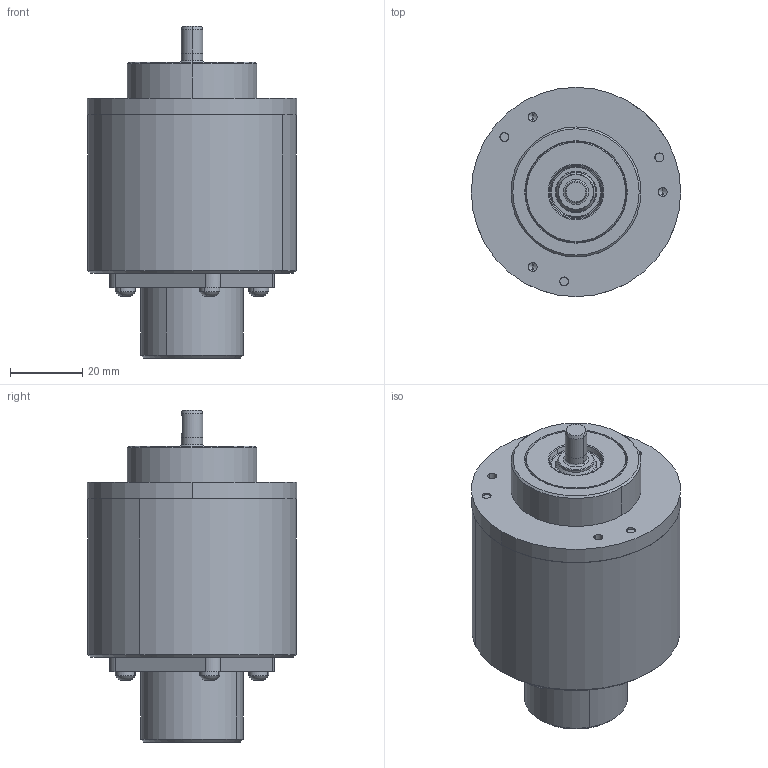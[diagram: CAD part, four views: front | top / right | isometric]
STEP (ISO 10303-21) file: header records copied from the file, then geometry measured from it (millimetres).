
FILE_DESCRIPTION((''),'2;1');
FILE_NAME('535209','2010-11-10T',('se2802'),(''),'PRO/ENGINEER BY PARAMETRIC TECHNOLOGY CORPORATION, 2010180','PRO/ENGINEER BY PARAMETRIC TECHNOLOGY CORPORATION, 2010180','');
FILE_SCHEMA(('CONFIG_CONTROL_DESIGN'));
Length unit declared in the file: millimetre
Products named in the file (1): 535209
Bounding box: 58 x 58 x 92 mm (x, y, z)
Volume: 145559.6 mm3; surface area: 22434 mm2
Topology: 1 solids, 2 shells, 1215 faces, 3251 edges, 2141 vertices
Faces by surface type: plane 567, extrusion 324, cylinder 256, cone 30, torus 24, sphere 14
Entity records: 41800 total; most frequent: CARTESIAN_POINT 12162, ORIENTED_EDGE 6490, DIRECTION 5377, EDGE_CURVE 3245, VERTEX_POINT 2141, VECTOR 2003, AXIS2_PLACEMENT_3D 1687, LINE 1679
